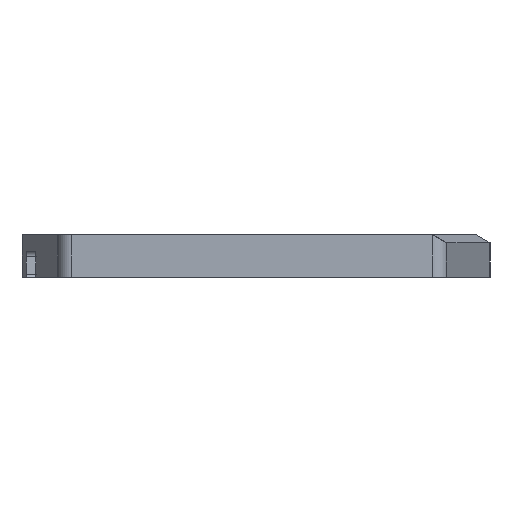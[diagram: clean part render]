
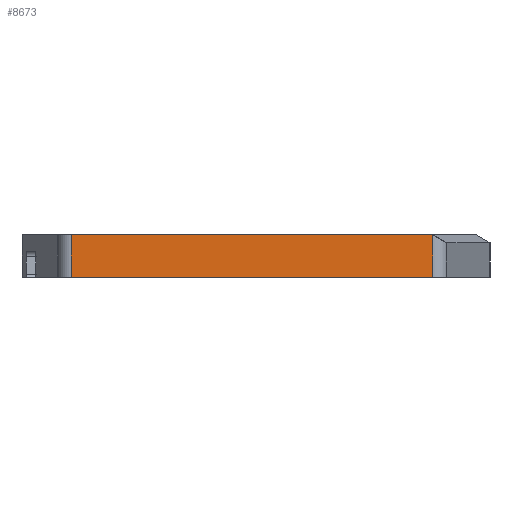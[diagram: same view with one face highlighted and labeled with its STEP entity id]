
A CAD part, left-side view. The second image highlights one B-rep face of the part: STEP entity #8673.
In plain terms, the highlighted planar face has unit normal (-1, 0, 0).
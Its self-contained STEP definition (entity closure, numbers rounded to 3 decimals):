
#166=PLANE('',#9369);
#482=FACE_OUTER_BOUND('',#1022,.T.);
#1022=EDGE_LOOP('',(#6383,#6384,#6385,#6386));
#1706=LINE('',#13429,#2661);
#1739=LINE('',#13544,#2694);
#1740=LINE('',#13548,#2695);
#1741=LINE('',#13549,#2696);
#2661=VECTOR('',#10544,10.);
#2694=VECTOR('',#10691,10.);
#2695=VECTOR('',#10696,10.);
#2696=VECTOR('',#10697,10.);
#4093=VERTEX_POINT('',#13426);
#4094=VERTEX_POINT('',#13428);
#4119=VERTEX_POINT('',#13543);
#4120=VERTEX_POINT('',#13547);
#4909=EDGE_CURVE('',#4094,#4093,#1706,.T.);
#4962=EDGE_CURVE('',#4094,#4119,#1739,.T.);
#4964=EDGE_CURVE('',#4120,#4093,#1740,.T.);
#4965=EDGE_CURVE('',#4119,#4120,#1741,.T.);
#6383=ORIENTED_EDGE('',*,*,#4909,.T.);
#6384=ORIENTED_EDGE('',*,*,#4964,.F.);
#6385=ORIENTED_EDGE('',*,*,#4965,.F.);
#6386=ORIENTED_EDGE('',*,*,#4962,.F.);
#8673=ADVANCED_FACE('',(#482),#166,.T.);
#9369=AXIS2_PLACEMENT_3D('',#13546,#10694,#10695);
#10544=DIRECTION('',(0.,-1.,0.));
#10691=DIRECTION('',(0.,0.,1.));
#10694=DIRECTION('center_axis',(-1.,0.,0.));
#10695=DIRECTION('ref_axis',(0.,-1.,0.));
#10696=DIRECTION('',(0.,0.,-1.));
#10697=DIRECTION('',(0.,-1.,0.));
#13426=CARTESIAN_POINT('',(256.842,18.751,185.372));
#13428=CARTESIAN_POINT('',(256.842,149.619,185.372));
#13429=CARTESIAN_POINT('',(256.842,164.281,185.372));
#13543=CARTESIAN_POINT('',(256.842,149.619,200.707));
#13544=CARTESIAN_POINT('',(256.842,149.619,176.707));
#13546=CARTESIAN_POINT('Origin',(256.842,154.619,176.707));
#13547=CARTESIAN_POINT('',(256.842,18.751,200.707));
#13548=CARTESIAN_POINT('',(256.842,18.751,176.707));
#13549=CARTESIAN_POINT('',(256.842,147.533,200.707));
